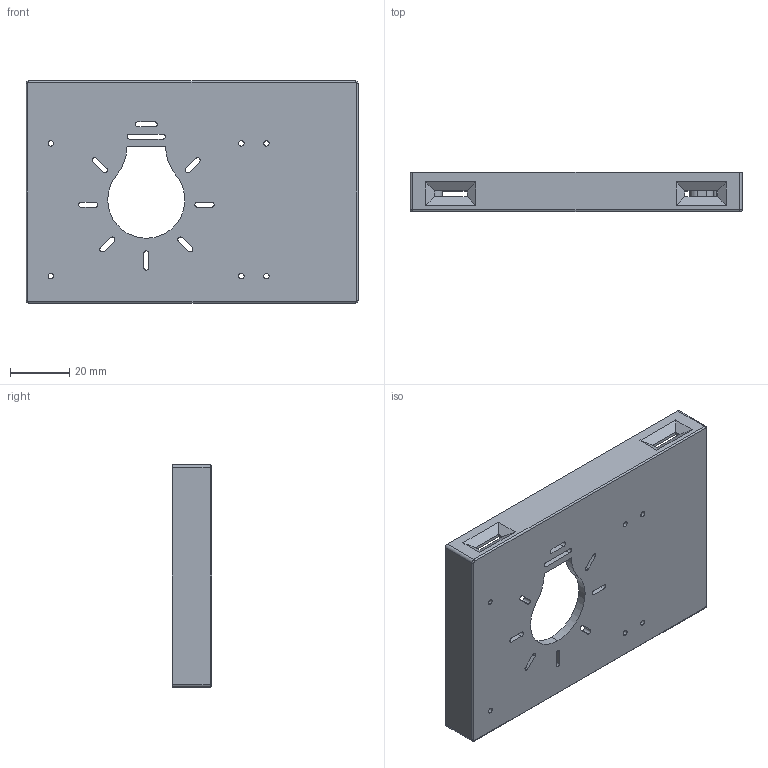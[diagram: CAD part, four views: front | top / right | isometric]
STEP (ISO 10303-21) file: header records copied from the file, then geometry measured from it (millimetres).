
FILE_DESCRIPTION (( 'STEP AP203' ), '1' );
FILE_NAME ('housing-base.STEP', '2021-11-10T03:38:11', ( '' ), ( '' ), 'SwSTEP 2.0', 'SolidWorks 2020', '' );
FILE_SCHEMA (( 'CONFIG_CONTROL_DESIGN' ));
Length unit declared in the file: millimetre
Products named in the file (1): housing-base
Bounding box: 112 x 13.25 x 75 mm (x, y, z)
Volume: 36742.9 mm3; surface area: 26271 mm2
Topology: 1 solids, 1 shells, 256 faces, 692 edges, 444 vertices
Faces by surface type: plane 131, cylinder 106, torus 19
Entity records: 8190 total; most frequent: DIRECTION 1439, CARTESIAN_POINT 1393, ORIENTED_EDGE 1384, EDGE_CURVE 692, AXIS2_PLACEMENT_3D 490, VECTOR 459, LINE 459, VERTEX_POINT 444
